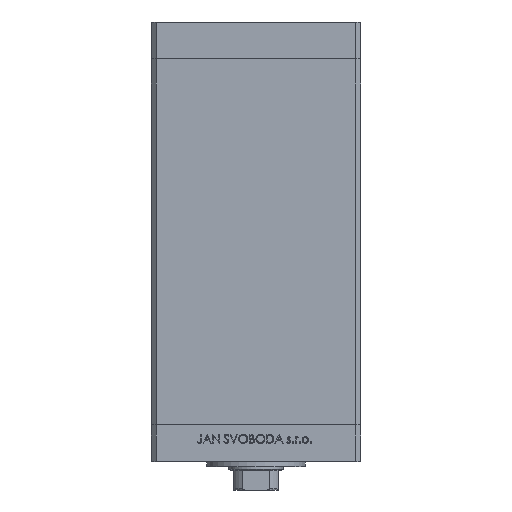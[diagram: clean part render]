
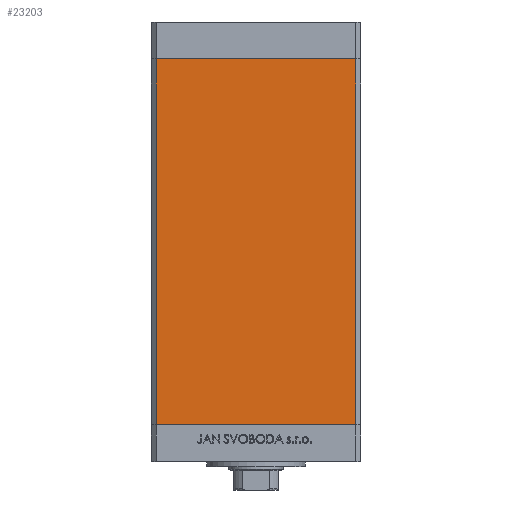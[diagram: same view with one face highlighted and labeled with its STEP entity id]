
A CAD part, front view. The second image highlights one B-rep face of the part: STEP entity #23203.
In plain terms, the highlighted planar face has unit normal (0, -1, 0).
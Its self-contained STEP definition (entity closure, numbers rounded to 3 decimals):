
#2121 = CARTESIAN_POINT ( 'NONE',  ( -40.5, -37.5, 0. ) ) ;
#5513 = EDGE_CURVE ( 'NONE', #39610, #30235, #44500, .T. ) ;
#5662 = CARTESIAN_POINT ( 'NONE',  ( 40.5, -37.5, 148.5 ) ) ;
#6049 = FACE_OUTER_BOUND ( 'NONE', #33575, .T. ) ;
#6086 = DIRECTION ( 'NONE',  ( 1., 0., 0. ) ) ;
#7280 = CARTESIAN_POINT ( 'NONE',  ( -40.5, -37.5, 148.5 ) ) ;
#9648 = DIRECTION ( 'NONE',  ( 0., 0., -1. ) ) ;
#10099 = VECTOR ( 'NONE', #6086, 1000. ) ;
#11022 = LINE ( 'NONE', #7280, #34894 ) ;
#11401 = CARTESIAN_POINT ( 'NONE',  ( -40.5, -37.5, 148.5 ) ) ;
#11536 = CARTESIAN_POINT ( 'NONE',  ( -40.5, -37.5, 148.5 ) ) ;
#11631 = EDGE_CURVE ( 'NONE', #24986, #25413, #40046, .T. ) ;
#12812 = CARTESIAN_POINT ( 'NONE',  ( -40.5, -37.5, 0. ) ) ;
#18714 = EDGE_CURVE ( 'NONE', #30235, #25413, #46932, .T. ) ;
#19259 = DIRECTION ( 'NONE',  ( 0., 0., -1. ) ) ;
#20290 = VECTOR ( 'NONE', #9648, 1000. ) ;
#20597 = AXIS2_PLACEMENT_3D ( 'NONE', #47878, #21978, #25476 ) ;
#21978 = DIRECTION ( 'NONE',  ( 0., 1., 0. ) ) ;
#23203 = ADVANCED_FACE ( 'NONE', ( #6049 ), #32459, .F. ) ;
#24986 = VERTEX_POINT ( 'NONE', #40977 ) ;
#25413 = VERTEX_POINT ( 'NONE', #40796 ) ;
#25476 = DIRECTION ( 'NONE',  ( 0., 0., 1. ) ) ;
#26750 = EDGE_CURVE ( 'NONE', #39610, #24986, #11022, .T. ) ;
#29471 = DIRECTION ( 'NONE',  ( 1., 0., 0. ) ) ;
#30235 = VERTEX_POINT ( 'NONE', #2121 ) ;
#32459 = PLANE ( 'NONE',  #20597 ) ;
#33575 = EDGE_LOOP ( 'NONE', ( #42021, #34798, #45183, #41530 ) ) ;
#34798 = ORIENTED_EDGE ( 'NONE', *, *, #11631, .F. ) ;
#34894 = VECTOR ( 'NONE', #29471, 1000. ) ;
#39610 = VERTEX_POINT ( 'NONE', #11401 ) ;
#40046 = LINE ( 'NONE', #5662, #20290 ) ;
#40796 = CARTESIAN_POINT ( 'NONE',  ( 40.5, -37.5, 0. ) ) ;
#40977 = CARTESIAN_POINT ( 'NONE',  ( 40.5, -37.5, 148.5 ) ) ;
#41530 = ORIENTED_EDGE ( 'NONE', *, *, #5513, .T. ) ;
#42021 = ORIENTED_EDGE ( 'NONE', *, *, #18714, .T. ) ;
#42426 = VECTOR ( 'NONE', #19259, 1000. ) ;
#44500 = LINE ( 'NONE', #11536, #42426 ) ;
#45183 = ORIENTED_EDGE ( 'NONE', *, *, #26750, .F. ) ;
#46932 = LINE ( 'NONE', #12812, #10099 ) ;
#47878 = CARTESIAN_POINT ( 'NONE',  ( -40.5, -37.5, 148.5 ) ) ;
